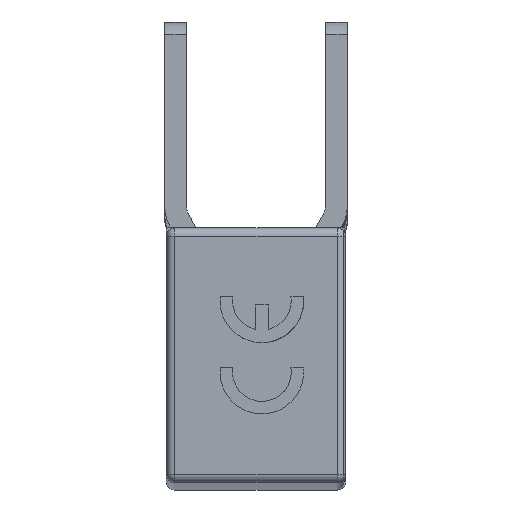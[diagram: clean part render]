
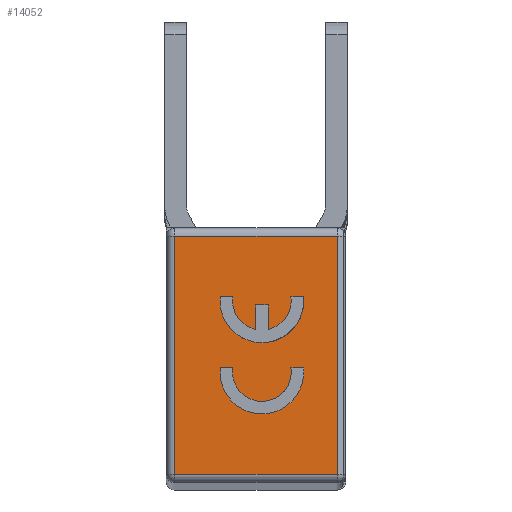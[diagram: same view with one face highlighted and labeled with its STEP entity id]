
A CAD part, top view. The second image highlights one B-rep face of the part: STEP entity #14052.
In plain terms, the highlighted planar face has unit normal (0, 0, 1).
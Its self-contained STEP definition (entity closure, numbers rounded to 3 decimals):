
#10493=DIRECTION('',(-1.,0.,0.));
#10494=VECTOR('',#10493,9.7);
#10495=CARTESIAN_POINT('',(8.097,9.008,251.));
#10496=LINE('',#10495,#10494);
#10889=DIRECTION('',(1.,0.,0.));
#10890=VECTOR('',#10889,9.7);
#10891=CARTESIAN_POINT('',(-1.603,-5.192,251.));
#10892=LINE('',#10891,#10890);
#10979=DIRECTION('',(0.,1.,0.));
#10980=VECTOR('',#10979,14.2);
#10981=CARTESIAN_POINT('',(8.097,-5.192,251.));
#10982=LINE('',#10981,#10980);
#10993=DIRECTION('',(-1.,0.,0.));
#10994=VECTOR('',#10993,0.755);
#10995=CARTESIAN_POINT('',(1.865,1.158,251.));
#10996=LINE('',#10995,#10994);
#11000=CARTESIAN_POINT('',(3.597,0.908,251.));
#11001=DIRECTION('',(0.,0.,1.));
#11002=DIRECTION('',(-0.995,0.1,0.));
#11003=AXIS2_PLACEMENT_3D('',#11000,#11001,#11002);
#11008=CARTESIAN_POINT('',(3.597,0.908,251.));
#11009=DIRECTION('',(0.,0.,1.));
#11010=DIRECTION('',(0.995,-0.1,0.));
#11011=AXIS2_PLACEMENT_3D('',#11008,#11009,#11010);
#11016=DIRECTION('',(-1.,0.,0.));
#11017=VECTOR('',#11016,0.755);
#11018=CARTESIAN_POINT('',(6.085,1.158,251.));
#11019=LINE('',#11018,#11017);
#11023=CARTESIAN_POINT('',(3.597,0.908,251.));
#11024=DIRECTION('',(0.,0.,-1.));
#11025=DIRECTION('',(0.99,0.143,0.));
#11026=AXIS2_PLACEMENT_3D('',#11023,#11024,#11025);
#11031=CARTESIAN_POINT('',(3.597,0.908,251.));
#11032=DIRECTION('',(0.,0.,-1.));
#11033=DIRECTION('',(0.99,-0.143,0.));
#11034=AXIS2_PLACEMENT_3D('',#11031,#11032,#11033);
#11039=CARTESIAN_POINT('',(3.597,0.908,251.));
#11040=DIRECTION('',(0.,0.,-1.));
#11041=DIRECTION('',(0.,-1.,0.));
#11042=AXIS2_PLACEMENT_3D('',#11039,#11040,#11041);
#11047=DIRECTION('',(-1.,0.,0.));
#11048=VECTOR('',#11047,0.755);
#11049=CARTESIAN_POINT('',(1.865,5.408,251.));
#11050=LINE('',#11049,#11048);
#11054=CARTESIAN_POINT('',(3.597,5.158,251.));
#11055=DIRECTION('',(0.,0.,1.));
#11056=DIRECTION('',(-0.995,0.1,0.));
#11057=AXIS2_PLACEMENT_3D('',#11054,#11055,#11056);
#11062=CARTESIAN_POINT('',(3.597,5.158,251.));
#11063=DIRECTION('',(0.,0.,1.));
#11064=DIRECTION('',(0.,-1.,0.));
#11065=AXIS2_PLACEMENT_3D('',#11062,#11063,#11064);
#11070=CARTESIAN_POINT('',(3.597,5.158,251.));
#11071=DIRECTION('',(0.,0.,1.));
#11072=DIRECTION('',(0.995,-0.1,0.));
#11073=AXIS2_PLACEMENT_3D('',#11070,#11071,#11072);
#11078=DIRECTION('',(-1.,0.,0.));
#11079=VECTOR('',#11078,0.755);
#11080=CARTESIAN_POINT('',(6.085,5.408,251.));
#11081=LINE('',#11080,#11079);
#11085=CARTESIAN_POINT('',(3.597,5.158,251.));
#11086=DIRECTION('',(0.,0.,-1.));
#11087=DIRECTION('',(0.99,0.143,0.));
#11088=AXIS2_PLACEMENT_3D('',#11085,#11086,#11087);
#11093=DIRECTION('',(0.,1.,0.));
#11094=VECTOR('',#11093,1.459);
#11095=CARTESIAN_POINT('',(3.972,3.449,251.));
#11096=LINE('',#11095,#11094);
#11100=DIRECTION('',(-1.,0.,0.));
#11101=VECTOR('',#11100,0.75);
#11102=CARTESIAN_POINT('',(3.972,4.908,251.));
#11103=LINE('',#11102,#11101);
#11107=DIRECTION('',(0.,-1.,0.));
#11108=VECTOR('',#11107,1.459);
#11109=CARTESIAN_POINT('',(3.222,4.908,251.));
#11110=LINE('',#11109,#11108);
#11114=CARTESIAN_POINT('',(3.597,5.158,251.));
#11115=DIRECTION('',(0.,0.,-1.));
#11116=DIRECTION('',(-0.214,-0.977,0.));
#11117=AXIS2_PLACEMENT_3D('',#11114,#11115,#11116);
#11129=DIRECTION('',(0.,-1.,0.));
#11130=VECTOR('',#11129,14.2);
#11131=CARTESIAN_POINT('',(-1.603,9.008,251.));
#11132=LINE('',#11131,#11130);
#12715=CARTESIAN_POINT('',(-1.603,9.008,251.));
#12716=VERTEX_POINT('',#12715);
#12719=CARTESIAN_POINT('',(8.097,9.008,251.));
#12721=VERTEX_POINT('',#12719);
#12776=CARTESIAN_POINT('',(-1.603,-5.192,251.));
#12778=VERTEX_POINT('',#12776);
#12786=CARTESIAN_POINT('',(8.097,-5.192,251.));
#12787=VERTEX_POINT('',#12786);
#12794=CARTESIAN_POINT('',(1.865,1.158,251.));
#12795=CARTESIAN_POINT('',(1.11,1.158,251.));
#12796=VERTEX_POINT('',#12794);
#12797=VERTEX_POINT('',#12795);
#12798=CARTESIAN_POINT('',(6.085,0.658,251.));
#12799=VERTEX_POINT('',#12798);
#12800=CARTESIAN_POINT('',(6.085,1.158,251.));
#12801=VERTEX_POINT('',#12800);
#12802=CARTESIAN_POINT('',(5.329,1.158,251.));
#12803=VERTEX_POINT('',#12802);
#12804=CARTESIAN_POINT('',(5.329,0.658,251.));
#12805=VERTEX_POINT('',#12804);
#12806=CARTESIAN_POINT('',(3.597,-0.842,251.));
#12807=VERTEX_POINT('',#12806);
#12808=CARTESIAN_POINT('',(1.865,5.408,251.));
#12809=CARTESIAN_POINT('',(1.11,5.408,251.));
#12810=VERTEX_POINT('',#12808);
#12811=VERTEX_POINT('',#12809);
#12812=CARTESIAN_POINT('',(3.597,2.658,251.));
#12813=VERTEX_POINT('',#12812);
#12814=CARTESIAN_POINT('',(6.085,4.908,251.));
#12815=VERTEX_POINT('',#12814);
#12816=CARTESIAN_POINT('',(6.085,5.408,251.));
#12817=VERTEX_POINT('',#12816);
#12818=CARTESIAN_POINT('',(5.329,5.408,251.));
#12819=VERTEX_POINT('',#12818);
#12820=CARTESIAN_POINT('',(3.972,3.449,251.));
#12821=VERTEX_POINT('',#12820);
#12822=CARTESIAN_POINT('',(3.972,4.908,251.));
#12823=VERTEX_POINT('',#12822);
#12824=CARTESIAN_POINT('',(3.222,4.908,251.));
#12825=VERTEX_POINT('',#12824);
#12826=CARTESIAN_POINT('',(3.222,3.449,251.));
#12827=VERTEX_POINT('',#12826);
#14002=CARTESIAN_POINT('',(-2.103,9.508,251.));
#14003=DIRECTION('',(0.,0.,1.));
#14004=DIRECTION('',(0.,-1.,0.));
#14005=AXIS2_PLACEMENT_3D('',#14002,#14003,#14004);
#14006=PLANE('',#14005);
#14008=ORIENTED_EDGE('',*,*,#14007,.F.);
#14009=ORIENTED_EDGE('',*,*,#13525,.F.);
#14010=ORIENTED_EDGE('',*,*,#13986,.F.);
#14011=ORIENTED_EDGE('',*,*,#13853,.F.);
#14012=EDGE_LOOP('',(#14008,#14009,#14010,#14011));
#14013=FACE_OUTER_BOUND('',#14012,.F.);
#14015=ORIENTED_EDGE('',*,*,#14014,.T.);
#14017=ORIENTED_EDGE('',*,*,#14016,.T.);
#14019=ORIENTED_EDGE('',*,*,#14018,.T.);
#14021=ORIENTED_EDGE('',*,*,#14020,.T.);
#14023=ORIENTED_EDGE('',*,*,#14022,.T.);
#14025=ORIENTED_EDGE('',*,*,#14024,.T.);
#14027=ORIENTED_EDGE('',*,*,#14026,.T.);
#14028=EDGE_LOOP('',(#14015,#14017,#14019,#14021,#14023,#14025,#14027));
#14029=FACE_BOUND('',#14028,.F.);
#14031=ORIENTED_EDGE('',*,*,#14030,.T.);
#14033=ORIENTED_EDGE('',*,*,#14032,.T.);
#14035=ORIENTED_EDGE('',*,*,#14034,.T.);
#14037=ORIENTED_EDGE('',*,*,#14036,.T.);
#14039=ORIENTED_EDGE('',*,*,#14038,.T.);
#14041=ORIENTED_EDGE('',*,*,#14040,.T.);
#14043=ORIENTED_EDGE('',*,*,#14042,.T.);
#14045=ORIENTED_EDGE('',*,*,#14044,.T.);
#14047=ORIENTED_EDGE('',*,*,#14046,.T.);
#14049=ORIENTED_EDGE('',*,*,#14048,.T.);
#14050=EDGE_LOOP('',(#14031,#14033,#14035,#14037,#14039,#14041,#14043,#14045,
#14047,#14049));
#14051=FACE_BOUND('',#14050,.F.);
#11004=CIRCLE('',#11003,2.5);
#11012=CIRCLE('',#11011,2.5);
#11027=CIRCLE('',#11026,1.75);
#11035=CIRCLE('',#11034,1.75);
#11043=CIRCLE('',#11042,1.75);
#11058=CIRCLE('',#11057,2.5);
#11066=CIRCLE('',#11065,2.5);
#11074=CIRCLE('',#11073,2.5);
#11089=CIRCLE('',#11088,1.75);
#11118=CIRCLE('',#11117,1.75);
#13525=EDGE_CURVE('',#12721,#12716,#10496,.T.);
#13853=EDGE_CURVE('',#12778,#12787,#10892,.T.);
#13986=EDGE_CURVE('',#12787,#12721,#10982,.T.);
#14007=EDGE_CURVE('',#12716,#12778,#11132,.T.);
#14014=EDGE_CURVE('',#12796,#12797,#10996,.T.);
#14016=EDGE_CURVE('',#12797,#12799,#11004,.T.);
#14018=EDGE_CURVE('',#12799,#12801,#11012,.T.);
#14020=EDGE_CURVE('',#12801,#12803,#11019,.T.);
#14022=EDGE_CURVE('',#12803,#12805,#11027,.T.);
#14024=EDGE_CURVE('',#12805,#12807,#11035,.T.);
#14026=EDGE_CURVE('',#12807,#12796,#11043,.T.);
#14030=EDGE_CURVE('',#12810,#12811,#11050,.T.);
#14032=EDGE_CURVE('',#12811,#12813,#11058,.T.);
#14034=EDGE_CURVE('',#12813,#12815,#11066,.T.);
#14036=EDGE_CURVE('',#12815,#12817,#11074,.T.);
#14038=EDGE_CURVE('',#12817,#12819,#11081,.T.);
#14040=EDGE_CURVE('',#12819,#12821,#11089,.T.);
#14042=EDGE_CURVE('',#12821,#12823,#11096,.T.);
#14044=EDGE_CURVE('',#12823,#12825,#11103,.T.);
#14046=EDGE_CURVE('',#12825,#12827,#11110,.T.);
#14048=EDGE_CURVE('',#12827,#12810,#11118,.T.);
#14052=ADVANCED_FACE('',(#14013,#14029,#14051),#14006,.T.);
